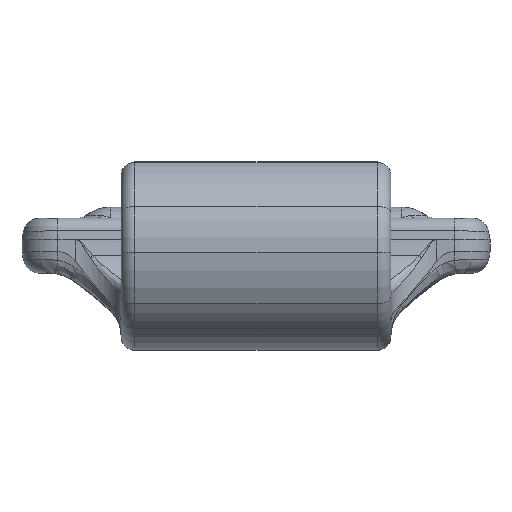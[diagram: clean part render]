
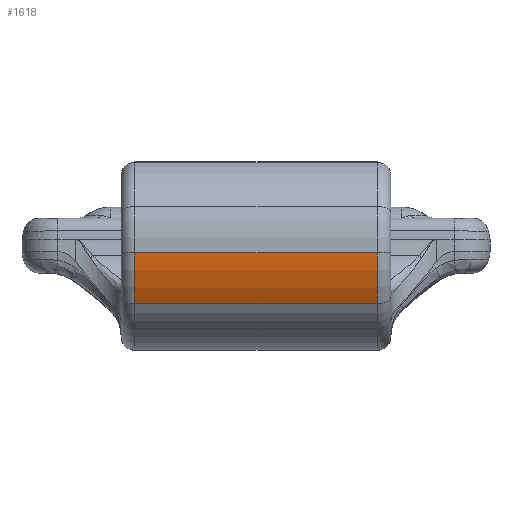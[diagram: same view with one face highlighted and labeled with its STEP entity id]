
A CAD part, left-side view. The second image highlights one B-rep face of the part: STEP entity #1618.
In plain terms, the highlighted cylindrical face has radius 21 mm (diameter 42 mm), a partial arc.
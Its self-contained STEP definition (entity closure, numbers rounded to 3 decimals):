
#690=CYLINDRICAL_SURFACE('',#13312,21.);
#805=FACE_OUTER_BOUND('',#2549,.T.);
#1618=ADVANCED_FACE('',(#805),#690,.T.);
#2549=EDGE_LOOP('',(#5722,#5723,#5724,#5725));
#4714=CIRCLE('',#13310,21.);
#4715=CIRCLE('',#13311,21.);
#5722=ORIENTED_EDGE('',*,*,#11110,.F.);
#5723=ORIENTED_EDGE('',*,*,#11112,.T.);
#5724=ORIENTED_EDGE('',*,*,#11113,.T.);
#5725=ORIENTED_EDGE('',*,*,#11114,.F.);
#9835=VERTEX_POINT('',#18988);
#9836=VERTEX_POINT('',#18990);
#9837=VERTEX_POINT('',#18994);
#9838=VERTEX_POINT('',#18996);
#11110=EDGE_CURVE('',#9835,#9836,#12760,.T.);
#11112=EDGE_CURVE('',#9835,#9837,#4714,.T.);
#11113=EDGE_CURVE('',#9837,#9838,#12761,.T.);
#11114=EDGE_CURVE('',#9836,#9838,#4715,.T.);
#12760=LINE('',#18989,#13019);
#12761=LINE('',#18995,#13020);
#13019=VECTOR('',#14292,1.);
#13020=VECTOR('',#14299,1.);
#13310=AXIS2_PLACEMENT_3D('',#18993,#14297,#14298);
#13311=AXIS2_PLACEMENT_3D('',#18997,#14300,#14301);
#13312=AXIS2_PLACEMENT_3D('',#18998,#14302,#14303);
#14292=DIRECTION('',(0.,1.,0.));
#14297=DIRECTION('',(0.,1.,0.));
#14298=DIRECTION('',(0.,0.,-1.));
#14299=DIRECTION('',(0.,1.,0.));
#14300=DIRECTION('',(0.,1.,0.));
#14301=DIRECTION('',(0.,0.,-1.));
#14302=DIRECTION('',(0.,1.,0.));
#14303=DIRECTION('',(0.,0.,1.));
#18988=CARTESIAN_POINT('',(-114.852,-22.002,-10.507));
#18989=CARTESIAN_POINT('',(-114.852,-38.,-10.507));
#18990=CARTESIAN_POINT('',(-114.852,22.002,-10.507));
#18993=CARTESIAN_POINT('',(-96.76,-22.002,0.155));
#18994=CARTESIAN_POINT('',(-117.709,-22.002,-1.31));
#18995=CARTESIAN_POINT('',(-117.709,-38.,-1.31));
#18996=CARTESIAN_POINT('',(-117.709,22.002,-1.31));
#18997=CARTESIAN_POINT('',(-96.76,22.002,0.155));
#18998=CARTESIAN_POINT('',(-96.76,-38.,0.155));
